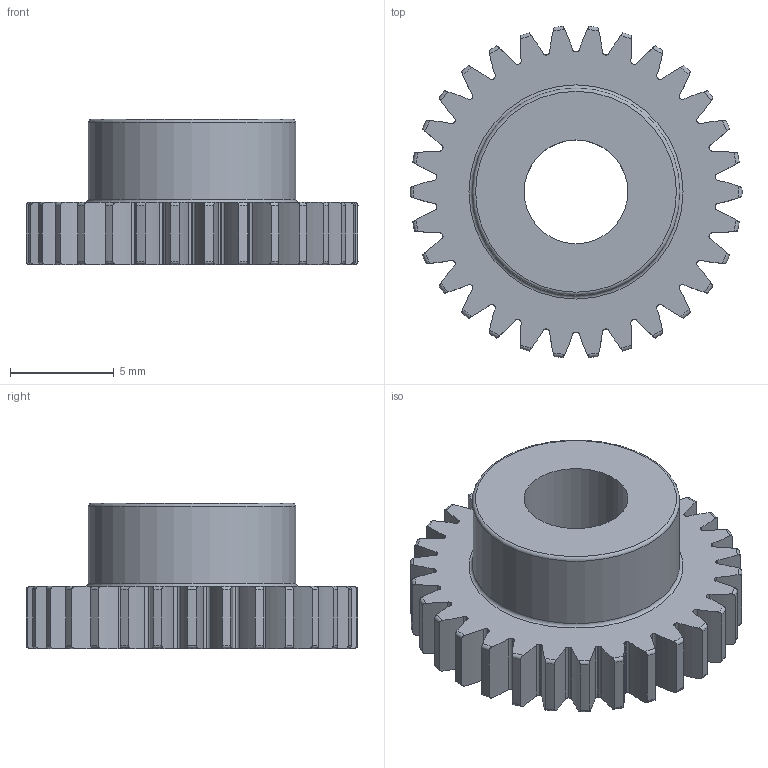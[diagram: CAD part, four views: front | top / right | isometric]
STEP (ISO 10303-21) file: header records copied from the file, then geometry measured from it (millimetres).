
FILE_DESCRIPTION(/* description */ (''),/* implementation_level */ '2;1');
FILE_NAME(/* name */ '20 Degree Pressure Angle Plastic Gear_v1.step',/* time_stamp */ '2023-08-31T11:35:39-07:00',/* author */ (''),/* organization */ (''),/* preprocessor_version */ 'ST-DEVELOPER v20',/* originating_system */ 'Autodesk Translation Framework v12.9.0.99',/* authorisation */ '');
FILE_SCHEMA (('AUTOMOTIVE_DESIGN { 1 0 10303 214 3 1 1 }'));
Length unit declared in the file: inch
Products named in the file (1): 20 Degree Pressure Angle Plastic Gear
Bounding box: 16 x 15.95 x 7 mm (x, y, z)
Volume: 701 mm3; surface area: 833.5 mm2
Topology: 1 solids, 1 shells, 247 faces, 732 edges, 488 vertices
Faces by surface type: cylinder 182, torus 62, plane 3
Full cylindrical faces by diameter (mm): 5 x1, 10 x1
Entity records: 9635 total; most frequent: CARTESIAN_POINT 2788, DIRECTION 1538, ORIENTED_EDGE 1464, EDGE_CURVE 732, AXIS2_PLACEMENT_3D 678, VERTEX_POINT 488, CIRCLE 430, EDGE_LOOP 250
